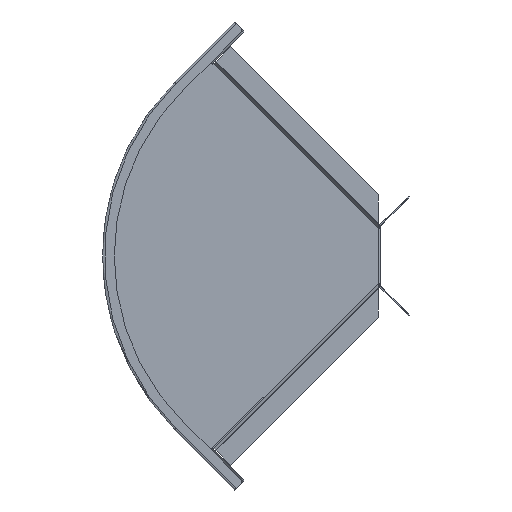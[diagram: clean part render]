
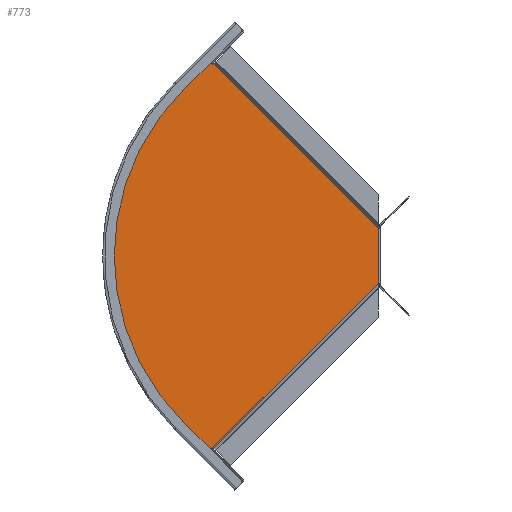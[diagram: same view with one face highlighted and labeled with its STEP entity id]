
A CAD part, front view. The second image highlights one B-rep face of the part: STEP entity #773.
In plain terms, the highlighted face is planar.
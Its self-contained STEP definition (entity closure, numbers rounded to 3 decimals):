
#58=DIRECTION('',(-0.383,0.924,0.));
#59=VECTOR('',#58,0.868);
#60=CARTESIAN_POINT('',(202.942,80.832,0.));
#61=LINE('',#60,#59);
#238=DIRECTION('',(-0.383,0.924,0.));
#239=VECTOR('',#238,15.);
#240=CARTESIAN_POINT('',(-227.254,259.698,0.));
#241=LINE('',#240,#239);
#242=DIRECTION('',(0.924,0.383,0.));
#243=VECTOR('',#242,0.879);
#244=CARTESIAN_POINT('',(-228.066,259.361,
0.));
#245=LINE('',#244,#243);
#246=DIRECTION('',(0.383,-0.924,0.));
#247=VECTOR('',#246,283.121);
#248=CARTESIAN_POINT('',(-228.066,259.361,
0.));
#249=LINE('',#248,#247);
#250=DIRECTION('',(-0.924,0.383,0.));
#251=VECTOR('',#250,66.125);
#252=CARTESIAN_POINT('',(-58.628,-27.514,
0.));
#253=LINE('',#252,#251);
#254=DIRECTION('',(-0.924,-0.383,0.));
#255=VECTOR('',#254,15.);
#256=CARTESIAN_POINT('',(216.464,87.384,0.));
#257=LINE('',#256,#255);
#258=DIRECTION('',(0.383,-0.924,0.));
#259=VECTOR('',#258,48.);
#260=CARTESIAN_POINT('',(198.095,131.73,0.));
#261=LINE('',#260,#259);
#262=CARTESIAN_POINT('',(-75.373,18.456,
0.));
#263=DIRECTION('',(0.,0.,-1.));
#264=DIRECTION('',(-0.383,0.924,0.));
#265=AXIS2_PLACEMENT_3D('',#262,#263,#264);
#280=DIRECTION('',(-0.924,-0.383,0.));
#281=VECTOR('',#280,283.121);
#282=CARTESIAN_POINT('',(202.942,80.832,0.));
#283=LINE('',#282,#281);
#287=CARTESIAN_POINT('',(-58.628,-27.514,
0.));
#313=DIRECTION('',(-0.924,-0.383,0.));
#314=VECTOR('',#313,48.);
#315=CARTESIAN_POINT('',(-188.648,291.924,
0.));
#316=LINE('',#315,#314);
#383=CARTESIAN_POINT('',(202.942,80.832,0.));
#385=VERTEX_POINT('',#383);
#386=CARTESIAN_POINT('',(-232.994,273.556,
0.));
#388=VERTEX_POINT('',#386);
#391=VERTEX_POINT('',#287);
#413=CARTESIAN_POINT('',(-228.066,259.361,
0.));
#414=VERTEX_POINT('',#413);
#415=CARTESIAN_POINT('',(-227.254,259.698,0.));
#416=VERTEX_POINT('',#415);
#417=CARTESIAN_POINT('',(202.609,81.634,0.));
#418=VERTEX_POINT('',#417);
#421=CARTESIAN_POINT('',(198.095,131.73,0.));
#422=CARTESIAN_POINT('',(216.464,87.384,0.));
#423=VERTEX_POINT('',#421);
#424=VERTEX_POINT('',#422);
#425=CARTESIAN_POINT('',(-188.648,291.924,
0.));
#426=VERTEX_POINT('',#425);
#427=CARTESIAN_POINT('',(-119.72,-2.209,
0.));
#428=VERTEX_POINT('',#427);
#751=CARTESIAN_POINT('',(-58.628,-27.514,0.));
#752=DIRECTION('',(0.,0.,-1.));
#753=DIRECTION('',(0.924,0.383,0.));
#754=AXIS2_PLACEMENT_3D('',#751,#752,#753);
#755=PLANE('',#754);
#756=ORIENTED_EDGE('',*,*,#743,.F.);
#757=ORIENTED_EDGE('',*,*,#634,.F.);
#759=ORIENTED_EDGE('',*,*,#758,.T.);
#760=ORIENTED_EDGE('',*,*,#592,.F.);
#762=ORIENTED_EDGE('',*,*,#761,.F.);
#763=ORIENTED_EDGE('',*,*,#530,.T.);
#764=ORIENTED_EDGE('',*,*,#471,.F.);
#766=ORIENTED_EDGE('',*,*,#765,.F.);
#768=ORIENTED_EDGE('',*,*,#767,.F.);
#770=ORIENTED_EDGE('',*,*,#769,.T.);
#771=EDGE_LOOP('',(#756,#757,#759,#760,#762,#763,#764,#766,#768,#770));
#772=FACE_OUTER_BOUND('',#771,.F.);
#773=ADVANCED_FACE('',(#772),#755,.T.);
#266=CIRCLE('',#265,296.);
#471=EDGE_CURVE('',#424,#418,#257,.T.);
#530=EDGE_CURVE('',#385,#418,#61,.T.);
#592=EDGE_CURVE('',#391,#428,#253,.T.);
#634=EDGE_CURVE('',#414,#416,#245,.T.);
#743=EDGE_CURVE('',#416,#388,#241,.T.);
#758=EDGE_CURVE('',#414,#428,#249,.T.);
#761=EDGE_CURVE('',#385,#391,#283,.T.);
#765=EDGE_CURVE('',#423,#424,#261,.T.);
#767=EDGE_CURVE('',#426,#423,#266,.T.);
#769=EDGE_CURVE('',#426,#388,#316,.T.);
